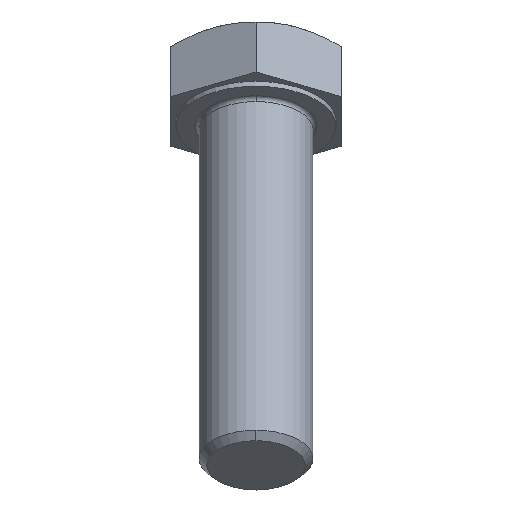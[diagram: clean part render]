
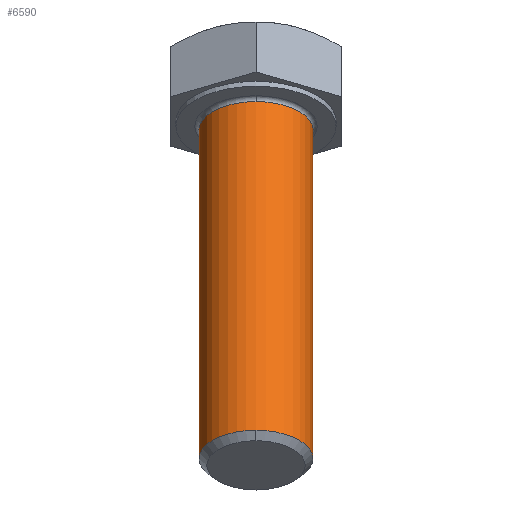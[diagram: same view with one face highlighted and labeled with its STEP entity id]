
A CAD part, left-side view. The second image highlights one B-rep face of the part: STEP entity #6590.
In plain terms, the highlighted cylindrical face has radius 8 mm (diameter 16 mm), a partial arc.
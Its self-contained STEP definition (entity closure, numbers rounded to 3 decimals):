
#310=CARTESIAN_POINT('',(53.918,0.,0.));
#320=DIRECTION('',(-1.,0.,0.));
#330=DIRECTION('',(0.,0.,-1.));
#340=AXIS2_PLACEMENT_3D('',#310,#320,#330);
#350=CIRCLE('',#340,8.);
#360=CARTESIAN_POINT('',(53.918,0.,8.));
#370=VERTEX_POINT('',#360);
#380=CARTESIAN_POINT('',(53.917,8.,0.));
#390=VERTEX_POINT('',#380);
#400=EDGE_CURVE('',#370,#390,#350,.T.);
#1050=CARTESIAN_POINT('',(3.55,0.,0.));
#1060=DIRECTION('',(1.,0.,0.));
#1070=DIRECTION('',(0.,0.,1.));
#1080=AXIS2_PLACEMENT_3D('',#1050,#1060,#1070);
#1090=CYLINDRICAL_SURFACE('',#1080,8.);
#1100=CARTESIAN_POINT('',(53.918,0.,-8.));
#1110=VERTEX_POINT('',#1100);
#1140=CARTESIAN_POINT('',(3.55,0.,-8.));
#1150=DIRECTION('',(1.,0.,0.));
#1160=VECTOR('',#1150,1.);
#1170=LINE('',#1140,#1160);
#1180=CARTESIAN_POINT('',(0.6,0.,-8.));
#1190=VERTEX_POINT('',#1180);
#1200=EDGE_CURVE('',#1190,#1110,#1170,.T.);
#1220=CARTESIAN_POINT('',(0.6,0.,0.));
#1230=DIRECTION('',(1.,0.,0.));
#1240=DIRECTION('',(0.,0.,1.));
#1250=AXIS2_PLACEMENT_3D('',#1220,#1230,#1240);
#1260=CIRCLE('',#1250,8.);
#1310=CARTESIAN_POINT('',(0.6,0.,8.));
#1320=VERTEX_POINT('',#1310);
#1350=CARTESIAN_POINT('',(3.55,0.,8.));
#1360=DIRECTION('',(1.,0.,0.));
#1370=VECTOR('',#1360,1.);
#1380=LINE('',#1350,#1370);
#1390=EDGE_CURVE('',#1320,#370,#1380,.T.);
#1740=CARTESIAN_POINT('',(0.6,8.,0.));
#1750=VERTEX_POINT('',#1740);
#1780=EDGE_CURVE('',#1750,#1320,#1260,.T.);
#6490=EDGE_CURVE('',#1190,#1750,#1260,.T.);
#6500=ORIENTED_EDGE('',*,*,#6490,.T.);
#6510=ORIENTED_EDGE('',*,*,#1200,.F.);
#6520=EDGE_CURVE('',#390,#1110,#350,.T.);
#6530=ORIENTED_EDGE('',*,*,#6520,.T.);
#6540=ORIENTED_EDGE('',*,*,#400,.T.);
#6550=ORIENTED_EDGE('',*,*,#1390,.T.);
#6560=ORIENTED_EDGE('',*,*,#1780,.T.);
#6570=EDGE_LOOP('',(#6560,#6550,#6540,#6530,#6510,#6500));
#6580=FACE_OUTER_BOUND('',#6570,.T.);
#6590=ADVANCED_FACE('',(#6580),#1090,.T.);
